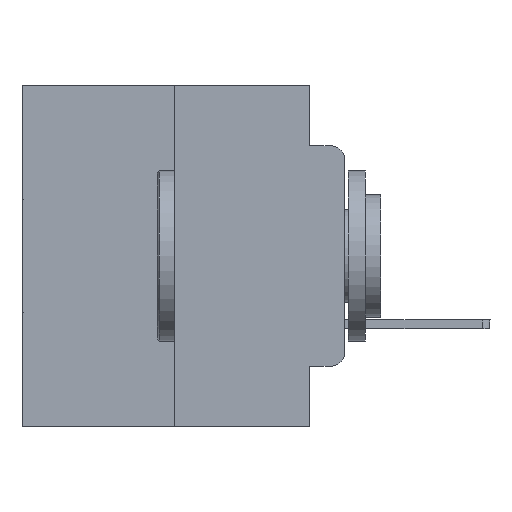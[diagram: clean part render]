
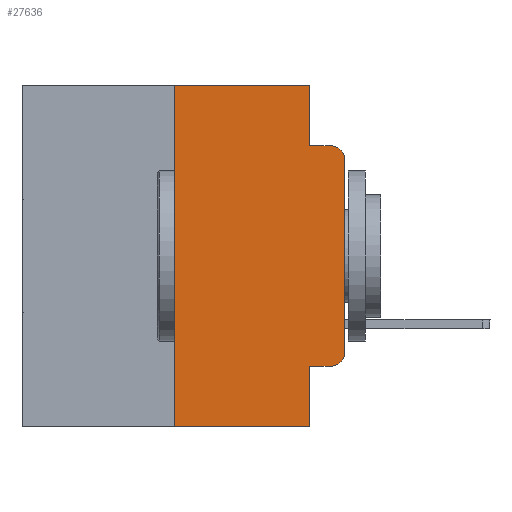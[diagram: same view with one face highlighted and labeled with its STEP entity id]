
A CAD part, left-side view. The second image highlights one B-rep face of the part: STEP entity #27636.
In plain terms, the highlighted planar face has unit normal (-1, 0, 0).
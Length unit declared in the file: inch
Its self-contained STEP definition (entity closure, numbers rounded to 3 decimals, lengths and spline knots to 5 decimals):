
#20 = CARTESIAN_POINT ( 'NONE',  ( 0., 0.25, 0. ) ) ;
#185 = LINE ( 'NONE', #2327, #12292 ) ;
#407 = ORIENTED_EDGE ( 'NONE', *, *, #16395, .T. ) ;
#925 = VERTEX_POINT ( 'NONE', #13574 ) ;
#1040 = VERTEX_POINT ( 'NONE', #15387 ) ;
#1515 = ORIENTED_EDGE ( 'NONE', *, *, #25872, .T. ) ;
#1585 = LINE ( 'NONE', #14855, #19681 ) ;
#1774 = VERTEX_POINT ( 'NONE', #15311 ) ;
#1781 = LINE ( 'NONE', #3498, #2333 ) ;
#1874 = CARTESIAN_POINT ( 'NONE',  ( 0., 0.02, -0.3915 ) ) ;
#2264 = VECTOR ( 'NONE', #8703, 39.37008 ) ;
#2327 = CARTESIAN_POINT ( 'NONE',  ( 0., 0.051, -0.4115 ) ) ;
#2333 = VECTOR ( 'NONE', #3791, 39.37008 ) ;
#2686 = CARTESIAN_POINT ( 'NONE',  ( 0., 0.473, 0. ) ) ;
#2716 = EDGE_CURVE ( 'NONE', #1774, #1040, #5196, .T. ) ;
#2833 = FACE_OUTER_BOUND ( 'NONE', #23873, .T. ) ;
#3099 = CIRCLE ( 'NONE', #19059, 0.02 ) ;
#3278 = LINE ( 'NONE', #16264, #20044 ) ;
#3418 = VECTOR ( 'NONE', #13909, 39.37008 ) ;
#3438 = CARTESIAN_POINT ( 'NONE',  ( 0., 0.02, -0.0885 ) ) ;
#3498 = CARTESIAN_POINT ( 'NONE',  ( 0., 0.051, -0.0885 ) ) ;
#3602 = EDGE_CURVE ( 'NONE', #27459, #13718, #13279, .T. ) ;
#3791 = DIRECTION ( 'NONE',  ( 0., -1., 0. ) ) ;
#3988 = VERTEX_POINT ( 'NONE', #8802 ) ;
#4127 = ORIENTED_EDGE ( 'NONE', *, *, #18283, .F. ) ;
#4258 = EDGE_CURVE ( 'NONE', #1774, #3988, #185, .T. ) ;
#4713 = DIRECTION ( 'NONE',  ( 0., -1., 0. ) ) ;
#5196 = LINE ( 'NONE', #9336, #3418 ) ;
#6591 = EDGE_CURVE ( 'NONE', #925, #26854, #1585, .T. ) ;
#7311 = EDGE_CURVE ( 'NONE', #19621, #1040, #13524, .T. ) ;
#8375 = ORIENTED_EDGE ( 'NONE', *, *, #3602, .F. ) ;
#8663 = CARTESIAN_POINT ( 'NONE',  ( 0., 0.25, 0. ) ) ;
#8703 = DIRECTION ( 'NONE',  ( 0., 0., 1. ) ) ;
#8802 = CARTESIAN_POINT ( 'NONE',  ( 0., 0.02, -0.4115 ) ) ;
#9268 = CARTESIAN_POINT ( 'NONE',  ( 0., 0.473, 0. ) ) ;
#9336 = CARTESIAN_POINT ( 'NONE',  ( 0., 0.051, 0. ) ) ;
#9540 = CIRCLE ( 'NONE', #10395, 0.02 ) ;
#10395 = AXIS2_PLACEMENT_3D ( 'NONE', #13238, #21953, #15238 ) ;
#10509 = EDGE_CURVE ( 'NONE', #12281, #15631, #1781, .T. ) ;
#10863 = LINE ( 'NONE', #20, #2264 ) ;
#10942 = AXIS2_PLACEMENT_3D ( 'NONE', #2686, #11390, #26828 ) ;
#11390 = DIRECTION ( 'NONE',  ( 1., 0., 0. ) ) ;
#11476 = CARTESIAN_POINT ( 'NONE',  ( 0., 0.25, -0.5 ) ) ;
#11985 = VECTOR ( 'NONE', #18236, 39.37008 ) ;
#12281 = VERTEX_POINT ( 'NONE', #23609 ) ;
#12292 = VECTOR ( 'NONE', #17595, 39.37008 ) ;
#13131 = VECTOR ( 'NONE', #4713, 39.37008 ) ;
#13238 = CARTESIAN_POINT ( 'NONE',  ( 0., 0.02, -0.1085 ) ) ;
#13279 = LINE ( 'NONE', #9268, #13131 ) ;
#13524 = LINE ( 'NONE', #24259, #11985 ) ;
#13574 = CARTESIAN_POINT ( 'NONE',  ( 0., 0., -0.3915 ) ) ;
#13718 = VERTEX_POINT ( 'NONE', #28203 ) ;
#13909 = DIRECTION ( 'NONE',  ( 0., 0., -1. ) ) ;
#14855 = CARTESIAN_POINT ( 'NONE',  ( 0., 0., 0. ) ) ;
#15238 = DIRECTION ( 'NONE',  ( 0., 0., -1. ) ) ;
#15311 = CARTESIAN_POINT ( 'NONE',  ( 0., 0.051, -0.4115 ) ) ;
#15387 = CARTESIAN_POINT ( 'NONE',  ( 0., 0.051, -0.5 ) ) ;
#15631 = VERTEX_POINT ( 'NONE', #3438 ) ;
#16193 = ORIENTED_EDGE ( 'NONE', *, *, #7311, .T. ) ;
#16264 = CARTESIAN_POINT ( 'NONE',  ( 0., 0.051, 0. ) ) ;
#16395 = EDGE_CURVE ( 'NONE', #26854, #15631, #9540, .T. ) ;
#16644 = ORIENTED_EDGE ( 'NONE', *, *, #2716, .F. ) ;
#17139 = DIRECTION ( 'NONE',  ( 0., 0., -1. ) ) ;
#17595 = DIRECTION ( 'NONE',  ( 0., -1., 0. ) ) ;
#18103 = ORIENTED_EDGE ( 'NONE', *, *, #27288, .F. ) ;
#18236 = DIRECTION ( 'NONE',  ( 0., -1., 0. ) ) ;
#18257 = ORIENTED_EDGE ( 'NONE', *, *, #6591, .T. ) ;
#18283 = EDGE_CURVE ( 'NONE', #19621, #27459, #10863, .T. ) ;
#19059 = AXIS2_PLACEMENT_3D ( 'NONE', #1874, #19293, #17139 ) ;
#19293 = DIRECTION ( 'NONE',  ( -1., 0., 0. ) ) ;
#19621 = VERTEX_POINT ( 'NONE', #11476 ) ;
#19681 = VECTOR ( 'NONE', #25175, 39.37008 ) ;
#20044 = VECTOR ( 'NONE', #27559, 39.37008 ) ;
#20390 = PLANE ( 'NONE',  #10942 ) ;
#20398 = ORIENTED_EDGE ( 'NONE', *, *, #4258, .T. ) ;
#21953 = DIRECTION ( 'NONE',  ( -1., 0., 0. ) ) ;
#23609 = CARTESIAN_POINT ( 'NONE',  ( 0., 0.051, -0.0885 ) ) ;
#23873 = EDGE_LOOP ( 'NONE', ( #18257, #407, #24678, #18103, #8375, #4127, #16193, #16644, #20398, #1515 ) ) ;
#24259 = CARTESIAN_POINT ( 'NONE',  ( 0., 0.473, -0.5 ) ) ;
#24678 = ORIENTED_EDGE ( 'NONE', *, *, #10509, .F. ) ;
#25175 = DIRECTION ( 'NONE',  ( 0., 0., 1. ) ) ;
#25872 = EDGE_CURVE ( 'NONE', #3988, #925, #3099, .T. ) ;
#26754 = CARTESIAN_POINT ( 'NONE',  ( 0., 0., -0.1085 ) ) ;
#26828 = DIRECTION ( 'NONE',  ( 0., 0., -1. ) ) ;
#26854 = VERTEX_POINT ( 'NONE', #26754 ) ;
#27288 = EDGE_CURVE ( 'NONE', #13718, #12281, #3278, .T. ) ;
#27459 = VERTEX_POINT ( 'NONE', #8663 ) ;
#27559 = DIRECTION ( 'NONE',  ( 0., 0., -1. ) ) ;
#27636 = ADVANCED_FACE ( 'NONE', ( #2833 ), #20390, .F. ) ;
#28203 = CARTESIAN_POINT ( 'NONE',  ( 0., 0.051, 0. ) ) ;
